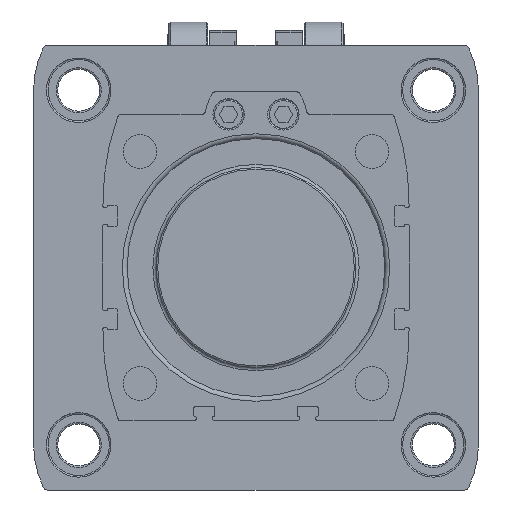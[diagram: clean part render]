
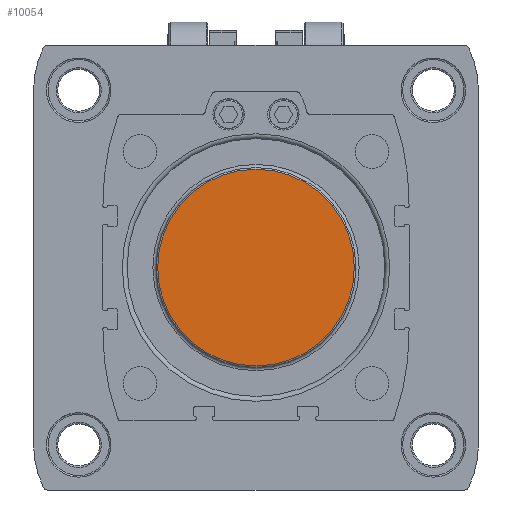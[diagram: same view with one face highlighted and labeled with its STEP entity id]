
A CAD part, front view. The second image highlights one B-rep face of the part: STEP entity #10054.
In plain terms, the highlighted planar face has unit normal (0, -1, 0).
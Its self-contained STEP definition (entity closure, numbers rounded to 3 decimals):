
#249=PLANE('',#10937);
#2641=ORIENTED_EDGE('',*,*,#5135,.T.);
#5135=EDGE_CURVE('',#6384,#6384,#7295,.T.);
#6384=VERTEX_POINT('',#15906);
#7295=CIRCLE('',#10938,30.5);
#7858=EDGE_LOOP('',(#2641));
#8840=FACE_BOUND('',#7858,.T.);
#10054=ADVANCED_FACE('',(#8840),#249,.T.);
#10937=AXIS2_PLACEMENT_3D('',#15904,#12653,#12654);
#10938=AXIS2_PLACEMENT_3D('',#15905,#12655,#12656);
#12653=DIRECTION('',(0.,-1.,0.));
#12654=DIRECTION('',(0.,0.,-1.));
#12655=DIRECTION('',(0.,-1.,0.));
#12656=DIRECTION('',(0.,0.,-1.));
#15904=CARTESIAN_POINT('',(0.,1.5,0.));
#15905=CARTESIAN_POINT('',(0.,1.5,0.));
#15906=CARTESIAN_POINT('',(0.,1.5,-30.5));
